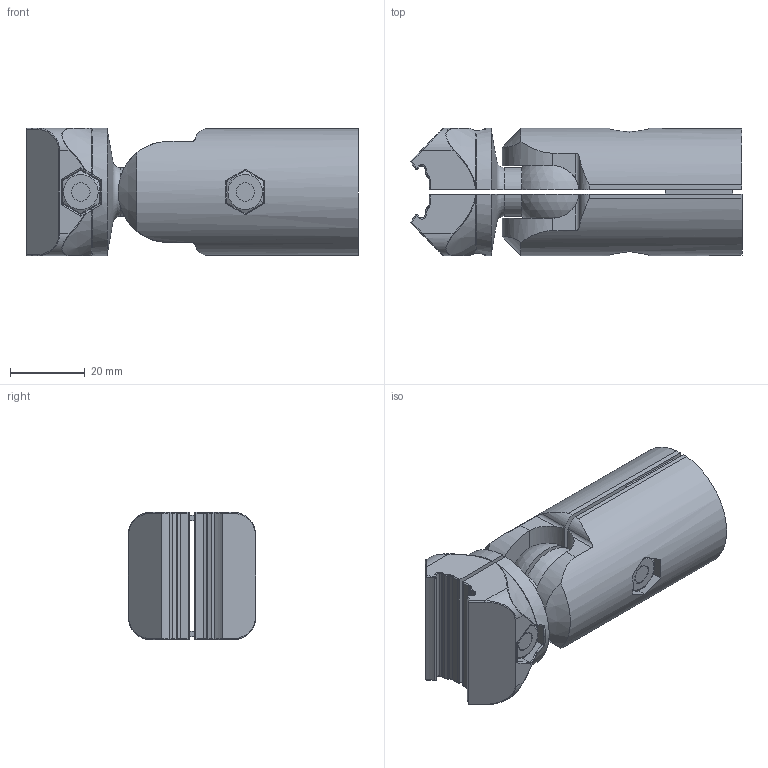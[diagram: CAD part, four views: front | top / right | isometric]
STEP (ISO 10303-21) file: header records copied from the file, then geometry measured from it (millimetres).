
FILE_DESCRIPTION (( 'STEP AP203' ), '1' );
FILE_NAME ('TFS.D28.2.01.04.STEP', '2019-01-22T02:56:23', ( 'user' ), ( '' ), 'SwSTEP 2.0', 'SolidWorks 2012', '' );
FILE_SCHEMA (( 'CONFIG_CONTROL_DESIGN' ));
Length unit declared in the file: millimetre
Products named in the file (1): TFS.D28.2.01.04
Bounding box: 88.62 x 34 x 34 mm (x, y, z)
Surface area: 19519.3 mm2 (no closed solid volume)
Topology: 0 solids, 10 shells, 296 faces, 824 edges, 524 vertices
Faces by surface type: plane 94, cylinder 86, torus 50, bspline 32, sphere 18, cone 16
Entity records: 10762 total; most frequent: CARTESIAN_POINT 3495, DIRECTION 1506, ORIENTED_EDGE 1464, EDGE_CURVE 802, AXIS2_PLACEMENT_3D 587, VERTEX_POINT 516, VECTOR 332, LINE 332
